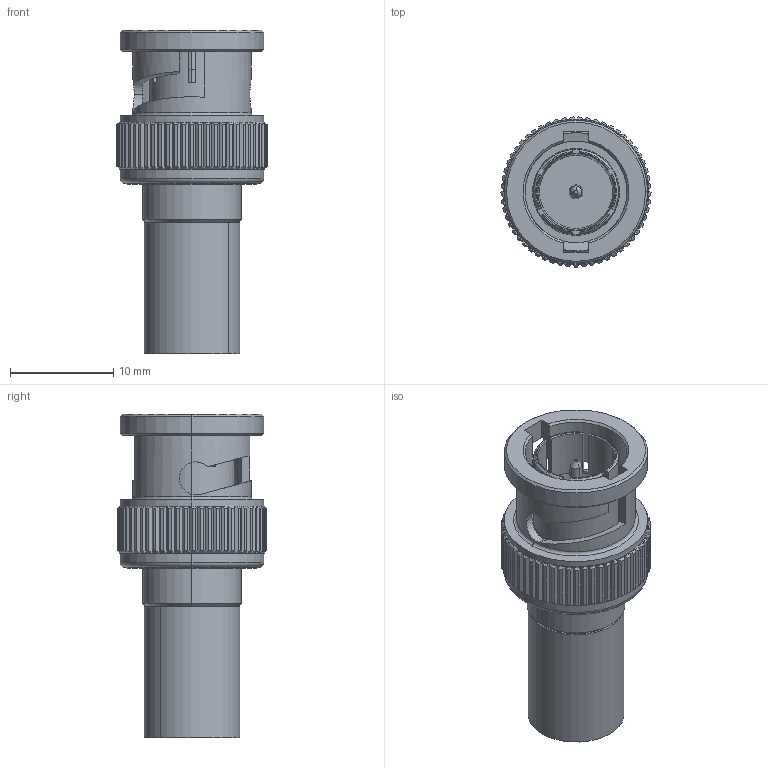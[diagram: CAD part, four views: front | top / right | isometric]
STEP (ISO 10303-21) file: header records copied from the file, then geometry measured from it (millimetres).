
FILE_DESCRIPTION (( 'STEP AP214' ), '1' );
FILE_NAME ('10-005-B126-JC.STEP', '2026-03-25T18:01:56', ( '' ), ( '' ), 'SwSTEP 2.0', 'SolidWorks 2025', '' );
FILE_SCHEMA (( 'AUTOMOTIVE_DESIGN' ));
Length unit declared in the file: millimetre
Products named in the file (1): 10-005-B126-JC
Bounding box: 14.5 x 14.5 x 31.3 mm (x, y, z)
Volume: 2563.4 mm3; surface area: 2073.7 mm2
Topology: 1 solids, 1 shells, 404 faces, 1163 edges, 765 vertices
Faces by surface type: plane 158, cone 155, cylinder 87, torus 4
Entity records: 13671 total; most frequent: CARTESIAN_POINT 3301, ORIENTED_EDGE 2326, DIRECTION 2026, EDGE_CURVE 1163, VERTEX_POINT 765, AXIS2_PLACEMENT_3D 748, LINE 530, VECTOR 530
